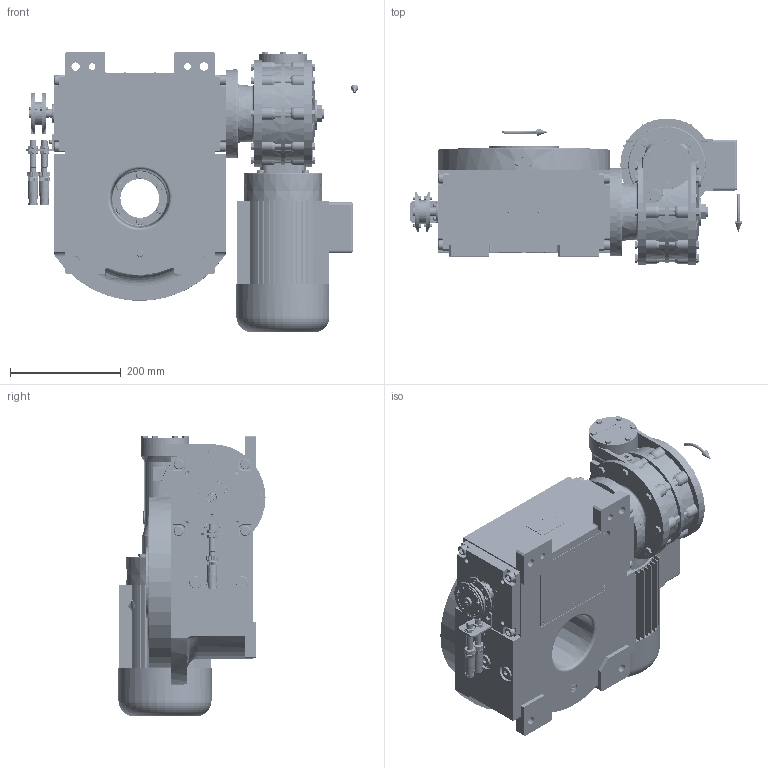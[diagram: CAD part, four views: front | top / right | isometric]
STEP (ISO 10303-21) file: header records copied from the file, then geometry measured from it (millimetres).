
FILE_DESCRIPTION (( 'STEP AP203' ), '1' );
FILE_NAME ('PC5201837.step', '2026-02-11T15:13:06', ( '' ), ( '' ), 'SwSTEP 2.0', 'SolidWorks 2020', '' );
FILE_SCHEMA (( 'CONFIG_CONTROL_DESIGN' ));
Length unit declared in the file: millimetre
Products named in the file (96): cfn2107_01_001; rig09_004; cfn2000_01_126; rig09_007_master; cfn2000_01_099; CFN2223_02_003.stp; AS_rig09_016; cfn2003_01_054; rig09_003_8; freccia_angolare_albero; rig09_071_8_m.stp; rig09_010_s_001; cfn2276_01_056; PC5201837; AS_cfn2476_01_002_60x46; cfn2000_01_081; cfn2155_01_095; cfn2115_02_194; AS_rig09_071_8_m; AS_cfn2400_04_024; rig09_001_a; cfn2115_02_057; RIG09_005_ASM.stp; CFN2155_01_195.stp; cfn2115_02_058; RIG09_005_AF0.stp; AS_rig09_004; olio_agip_blasia_150; rig09_016; cfn2070_05_009; cfn2476_01_002_60x46; CFN2010_02_002.stp; cfn2401_02_005; cfn2128_04_002; RIG09_021_AF0.stp; AS_900_38_10_028; cfn2104_01_018; cfn2151_01_115; cfn2055_01_002; AS_900_00_00_005 ...
Assembly tree (88 placements, depth 5):
  rig09_007_master
  CFN2223_02_003.stp
  cfn2276_01_056
  PC5201837
    rig09_001_a
    AS_cfn2476_01_002_60x46
      cfn2476_01_002_60x46
      cfn2107_01_001
      cfn2107_01_001
    AS_rig09_071_8_m
      rig09_071_8_m.stp
        RIG09_005_ASM.stp
          RIG09_005_AF0.stp
          RIG09_021_AF0.stp
          CFN2000_01_185.stp
          CFN2000_01_185.stp
          CFN2104_02_018.stp
        CFN2155_01_195.stp
        CFN2010_02_002.stp
      rig09_003_8
      cfn2000_01_099
      cfn2000_01_099
      cfn2000_01_099
      cfn2000_01_099
      cfn2000_01_099
      cfn2000_01_099
      cfn2000_01_099
      cfn2000_01_099
      cfn2104_01_018  x2
    AS_rig09_017
      rig09_017
      cfn2000_01_126
      cfn2000_01_126
      cfn2000_01_126
      cfn2000_01_126
      cfn2000_01_126
      cfn2000_01_126
      cfn2155_01_196
    AS_rig09_004
      rig09_004
      cfn2000_01_081
      cfn2155_01_095
      cfn2070_05_009
      cfn2000_01_081
      cfn2000_01_081
      cfn2000_01_081
    AS_rig09_004
      rig09_004
      cfn2000_01_081
      cfn2155_01_095
      cfn2070_05_009
      cfn2000_01_081
      cfn2000_01_081
      cfn2000_01_081
    AS_rig09_002_bl_003
      rig09_002_bl_003
      cfn2115_02_058
    rig09_010_s_001
    cfn2128_04_002  x3
    cfn2128_19_002
Bounding box: 599.5 x 265.5 x 507 mm (x, y, z)
Volume: 14564741 mm3; surface area: 1938106.7 mm2
Topology: 76 solids, 76 shells, 5976 faces, 15149 edges, 9620 vertices
Faces by surface type: plane 2912, cylinder 1877, cone 922, torus 222, bspline 35, sphere 8
Entity records: 173752 total; most frequent: CARTESIAN_POINT 47041, ORIENTED_EDGE 24330, DIRECTION 24304, EDGE_CURVE 12165, AXIS2_PLACEMENT_3D 8829, VERTEX_POINT 7794, VECTOR 6646, LINE 6646
